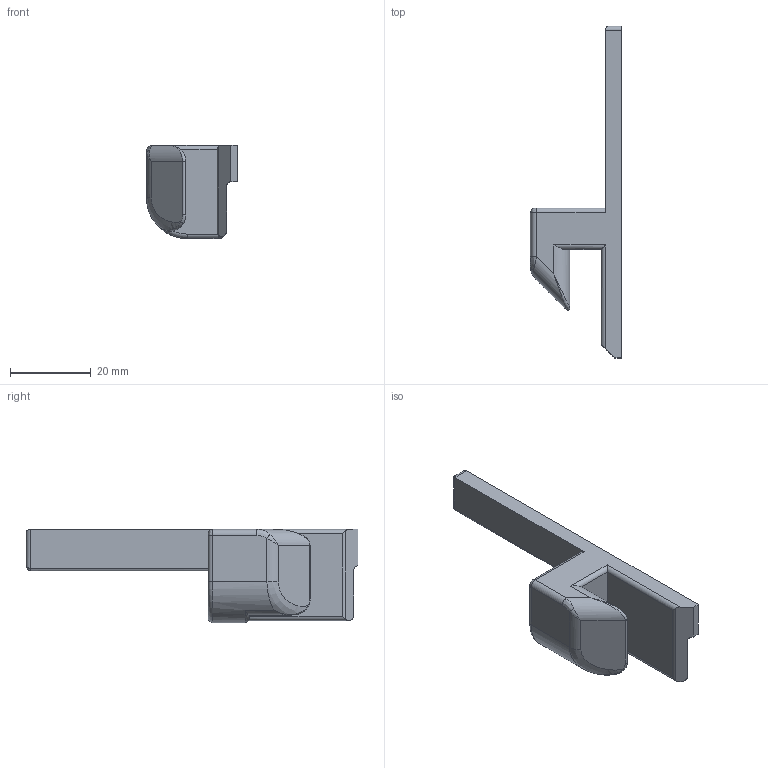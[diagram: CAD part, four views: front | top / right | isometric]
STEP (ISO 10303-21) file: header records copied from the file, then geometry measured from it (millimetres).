
FILE_DESCRIPTION(/* description */ (''),/* implementation_level */ '2;1');
FILE_NAME(/* name */ 'EXTRUDER_BASEPLATE_V01.step',/* time_stamp */ '2023-01-13T21:39:36+01:00',/* author */ (''),/* organization */ (''),/* preprocessor_version */ 'ST-DEVELOPER v19.2',/* originating_system */ 'Autodesk Translation Framework v11.17.0.187',/* authorisation */ '');
FILE_SCHEMA (('AUTOMOTIVE_DESIGN { 1 0 10303 214 3 1 1 }'));
Length unit declared in the file: millimetre
Products named in the file (1): EXTRUDER_BASEPLATE_V01_PR
Bounding box: 22.5 x 82 x 23 mm (x, y, z)
Volume: 10241.5 mm3; surface area: 4926.5 mm2
Topology: 1 solids, 1 shells, 54 faces, 129 edges, 77 vertices
Faces by surface type: cylinder 23, plane 16, bspline 11, torus 4
Entity records: 3139 total; most frequent: CARTESIAN_POINT 1898, ORIENTED_EDGE 258, DIRECTION 246, EDGE_CURVE 129, AXIS2_PLACEMENT_3D 93, VERTEX_POINT 77, LINE 60, VECTOR 60
